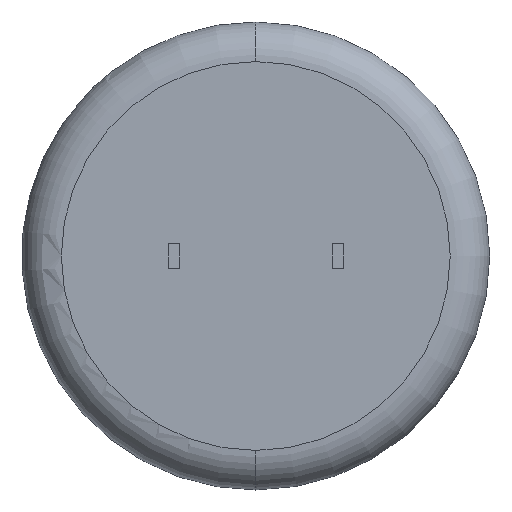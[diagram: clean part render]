
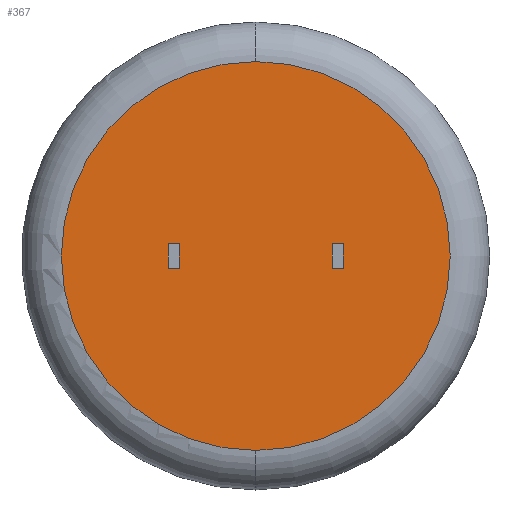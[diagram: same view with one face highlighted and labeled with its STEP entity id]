
A CAD part, front view. The second image highlights one B-rep face of the part: STEP entity #367.
In plain terms, the highlighted planar face has unit normal (0, -1, 0).
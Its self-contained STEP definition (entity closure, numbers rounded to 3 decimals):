
#13 = CARTESIAN_POINT ( 'NONE',  ( -5.43, 0., 0. ) ) ;
#32 = VECTOR ( 'NONE', #1793, 1000. ) ;
#33 = CARTESIAN_POINT ( 'NONE',  ( -5.43, 0., 0.75 ) ) ;
#140 = DIRECTION ( 'NONE',  ( 0., 0., 1. ) ) ;
#148 = EDGE_CURVE ( 'NONE', #2671, #2106, #2186, .T. ) ;
#155 = CARTESIAN_POINT ( 'NONE',  ( 4.73, 0., -0.75 ) ) ;
#244 = EDGE_LOOP ( 'NONE', ( #776, #2343 ) ) ;
#267 = AXIS2_PLACEMENT_3D ( 'NONE', #1732, #1088, #2573 ) ;
#272 = VERTEX_POINT ( 'NONE', #2107 ) ;
#349 = DIRECTION ( 'NONE',  ( 1., 0., 0. ) ) ;
#367 = ADVANCED_FACE ( 'NONE', ( #2078, #1827, #877 ), #2127, .F. ) ;
#400 = CARTESIAN_POINT ( 'NONE',  ( -4.73, 0., 0.75 ) ) ;
#436 = CARTESIAN_POINT ( 'NONE',  ( 5.43, 0., -0.75 ) ) ;
#439 = VERTEX_POINT ( 'NONE', #2586 ) ;
#513 = AXIS2_PLACEMENT_3D ( 'NONE', #2100, #1280, #2533 ) ;
#524 = CARTESIAN_POINT ( 'NONE',  ( 5.43, 0., 0. ) ) ;
#542 = EDGE_CURVE ( 'NONE', #814, #1081, #2522, .T. ) ;
#554 = CARTESIAN_POINT ( 'NONE',  ( 4.73, 0., -0.75 ) ) ;
#596 = CARTESIAN_POINT ( 'NONE',  ( 4.73, 0., 0.75 ) ) ;
#774 = CARTESIAN_POINT ( 'NONE',  ( 4.73, 0., 0.75 ) ) ;
#776 = ORIENTED_EDGE ( 'NONE', *, *, #835, .T. ) ;
#793 = VECTOR ( 'NONE', #2147, 1000. ) ;
#814 = VERTEX_POINT ( 'NONE', #1856 ) ;
#835 = EDGE_CURVE ( 'NONE', #2446, #272, #1012, .T. ) ;
#839 = CARTESIAN_POINT ( 'NONE',  ( -5.43, 0., -0.75 ) ) ;
#845 = VECTOR ( 'NONE', #349, 1000. ) ;
#876 = CARTESIAN_POINT ( 'NONE',  ( -5.43, 0., 0.75 ) ) ;
#877 = FACE_BOUND ( 'NONE', #2307, .T. ) ;
#921 = ORIENTED_EDGE ( 'NONE', *, *, #542, .F. ) ;
#925 = ORIENTED_EDGE ( 'NONE', *, *, #2155, .F. ) ;
#1012 = CIRCLE ( 'NONE', #2268, 12.049 ) ;
#1027 = DIRECTION ( 'NONE',  ( 0., -1., 0. ) ) ;
#1038 = ORIENTED_EDGE ( 'NONE', *, *, #148, .T. ) ;
#1062 = DIRECTION ( 'NONE',  ( 0., 0., 1. ) ) ;
#1081 = VERTEX_POINT ( 'NONE', #596 ) ;
#1088 = DIRECTION ( 'NONE',  ( 0., 1., 0. ) ) ;
#1129 = VECTOR ( 'NONE', #1885, 1000. ) ;
#1248 = DIRECTION ( 'NONE',  ( 0., 0., -1. ) ) ;
#1280 = DIRECTION ( 'NONE',  ( 0., -1., 0. ) ) ;
#1303 = ORIENTED_EDGE ( 'NONE', *, *, #2746, .T. ) ;
#1432 = VECTOR ( 'NONE', #2364, 1000. ) ;
#1471 = LINE ( 'NONE', #524, #2414 ) ;
#1559 = CARTESIAN_POINT ( 'NONE',  ( 0., 0., 12.049 ) ) ;
#1590 = ORIENTED_EDGE ( 'NONE', *, *, #2005, .F. ) ;
#1609 = LINE ( 'NONE', #2279, #2485 ) ;
#1683 = CARTESIAN_POINT ( 'NONE',  ( -5.43, 0., -0.75 ) ) ;
#1712 = VECTOR ( 'NONE', #2710, 1000. ) ;
#1732 = CARTESIAN_POINT ( 'NONE',  ( 0., 0., 0. ) ) ;
#1773 = EDGE_CURVE ( 'NONE', #439, #1816, #1961, .T. ) ;
#1793 = DIRECTION ( 'NONE',  ( -1., 0., 0. ) ) ;
#1816 = VERTEX_POINT ( 'NONE', #436 ) ;
#1827 = FACE_BOUND ( 'NONE', #2728, .T. ) ;
#1846 = VERTEX_POINT ( 'NONE', #2646 ) ;
#1856 = CARTESIAN_POINT ( 'NONE',  ( 5.43, 0., 0.75 ) ) ;
#1885 = DIRECTION ( 'NONE',  ( 1., 0., 0. ) ) ;
#1891 = LINE ( 'NONE', #155, #1712 ) ;
#1906 = EDGE_CURVE ( 'NONE', #1081, #439, #1891, .T. ) ;
#1944 = ORIENTED_EDGE ( 'NONE', *, *, #2235, .T. ) ;
#1961 = LINE ( 'NONE', #554, #845 ) ;
#1963 = EDGE_CURVE ( 'NONE', #272, #2446, #2655, .T. ) ;
#2005 = EDGE_CURVE ( 'NONE', #2671, #1846, #2689, .T. ) ;
#2025 = LINE ( 'NONE', #876, #793 ) ;
#2078 = FACE_OUTER_BOUND ( 'NONE', #244, .T. ) ;
#2100 = CARTESIAN_POINT ( 'NONE',  ( 0., 0., 0. ) ) ;
#2106 = VERTEX_POINT ( 'NONE', #33 ) ;
#2107 = CARTESIAN_POINT ( 'NONE',  ( 0., 0., -12.049 ) ) ;
#2127 = PLANE ( 'NONE',  #267 ) ;
#2147 = DIRECTION ( 'NONE',  ( 1., 0., 0. ) ) ;
#2155 = EDGE_CURVE ( 'NONE', #1816, #814, #1471, .T. ) ;
#2186 = LINE ( 'NONE', #13, #1432 ) ;
#2235 = EDGE_CURVE ( 'NONE', #2255, #1846, #1609, .T. ) ;
#2255 = VERTEX_POINT ( 'NONE', #400 ) ;
#2268 = AXIS2_PLACEMENT_3D ( 'NONE', #2274, #1027, #140 ) ;
#2274 = CARTESIAN_POINT ( 'NONE',  ( 0., 0., 0. ) ) ;
#2276 = ORIENTED_EDGE ( 'NONE', *, *, #1773, .F. ) ;
#2279 = CARTESIAN_POINT ( 'NONE',  ( -4.73, 0., 0.75 ) ) ;
#2307 = EDGE_LOOP ( 'NONE', ( #2514, #921, #925, #2276 ) ) ;
#2343 = ORIENTED_EDGE ( 'NONE', *, *, #1963, .T. ) ;
#2364 = DIRECTION ( 'NONE',  ( 0., 0., 1. ) ) ;
#2414 = VECTOR ( 'NONE', #1062, 1000. ) ;
#2446 = VERTEX_POINT ( 'NONE', #1559 ) ;
#2485 = VECTOR ( 'NONE', #1248, 1000. ) ;
#2514 = ORIENTED_EDGE ( 'NONE', *, *, #1906, .F. ) ;
#2522 = LINE ( 'NONE', #774, #32 ) ;
#2533 = DIRECTION ( 'NONE',  ( 0., 0., 1. ) ) ;
#2573 = DIRECTION ( 'NONE',  ( 0., 0., 1. ) ) ;
#2586 = CARTESIAN_POINT ( 'NONE',  ( 4.73, 0., -0.75 ) ) ;
#2646 = CARTESIAN_POINT ( 'NONE',  ( -4.73, 0., -0.75 ) ) ;
#2655 = CIRCLE ( 'NONE', #513, 12.049 ) ;
#2671 = VERTEX_POINT ( 'NONE', #1683 ) ;
#2689 = LINE ( 'NONE', #839, #1129 ) ;
#2710 = DIRECTION ( 'NONE',  ( 0., 0., -1. ) ) ;
#2728 = EDGE_LOOP ( 'NONE', ( #1038, #1303, #1944, #1590 ) ) ;
#2746 = EDGE_CURVE ( 'NONE', #2106, #2255, #2025, .T. ) ;
